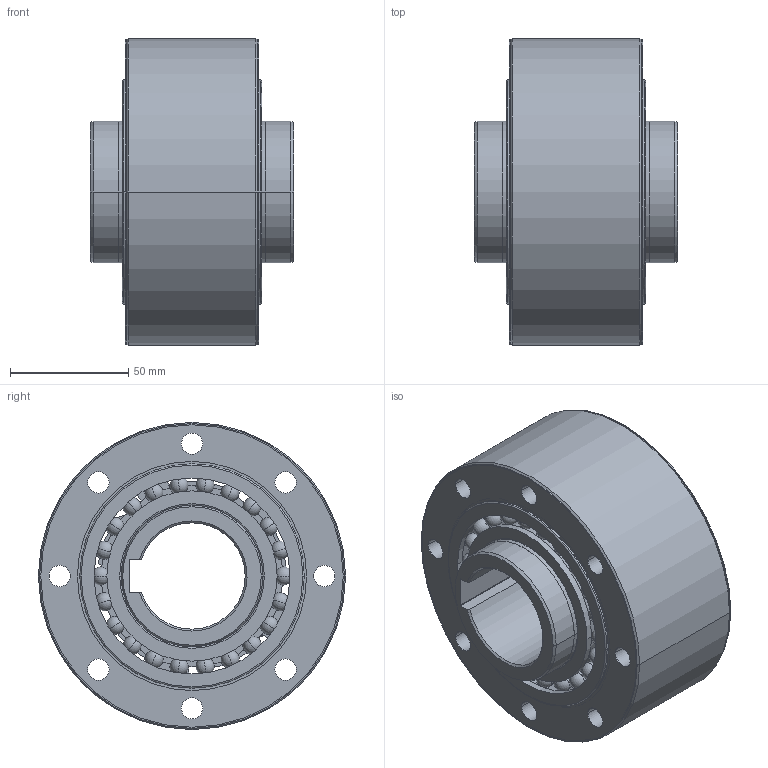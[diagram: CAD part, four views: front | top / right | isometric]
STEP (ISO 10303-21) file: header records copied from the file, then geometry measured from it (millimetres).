
FILE_DESCRIPTION((''),'2;1');
FILE_NAME('FREILAUF_AL_45_ASM','2025-05-07T11:26:11',('Administrator'),(''),'CREO PARAMETRIC BY PTC INC, 2020184','CREO PARAMETRIC BY PTC INC, 2020184','');
FILE_SCHEMA(('AUTOMOTIVE_DESIGN { 1 0 10303 214 1 1 1 1 }'));
Length unit declared in the file: millimetre
Products named in the file (14): STERN_AL_45_2A_NICO_1; DRUCKBOLZEN_AE30_1; DRUCKFEDER_AE30_5B_1; ANFED_KPL_AE30_6_AE30_5B_ASM_1_ASM; ROLLE_GFR_45_NICO_1; SCHEIBE_AL_45_NICO_1; DIN625_A16012_AF0_1; DIN625_I16012_AF0_1; DIN625_K11_1; DIN625_16012_HD_ASM_1_ASM; A-RING_AL_45_NICO_1; DICHTRING_GFR_45_10_1; FREILAUF_AL_45_NICO_ASM_1_ASM; FREILAUF_AL_45_ASM
Assembly tree (50 placements, depth 4):
  FREILAUF_AL_45_ASM
    FREILAUF_AL_45_NICO_ASM_1_ASM
      STERN_AL_45_2A_NICO_1
      ANFED_KPL_AE30_6_AE30_5B_ASM_1_ASM  x10
        DRUCKBOLZEN_AE30_1
        DRUCKFEDER_AE30_5B_1
      ROLLE_GFR_45_NICO_1  x5
      SCHEIBE_AL_45_NICO_1  x2
      DIN625_16012_HD_ASM_1_ASM  x2
        DIN625_A16012_AF0_1
        DIN625_I16012_AF0_1
        DIN625_K11_1
      A-RING_AL_45_NICO_1
      DICHTRING_GFR_45_10_1  x2
Bounding box: 86 x 130 x 130 mm (x, y, z)
Volume: 574022.5 mm3; surface area: 187469.2 mm2
Topology: 79 solids, 79 shells, 585 faces, 1489 edges, 890 vertices
Faces by surface type: cylinder 178, sphere 132, plane 97, cone 74, bspline 60, torus 44
Entity records: 8735 total; most frequent: CARTESIAN_POINT 2347, DIRECTION 1387, ORIENTED_EDGE 966, AXIS2_PLACEMENT_3D 607, EDGE_CURVE 483, VERTEX_POINT 323, CIRCLE 292, EDGE_LOOP 254
